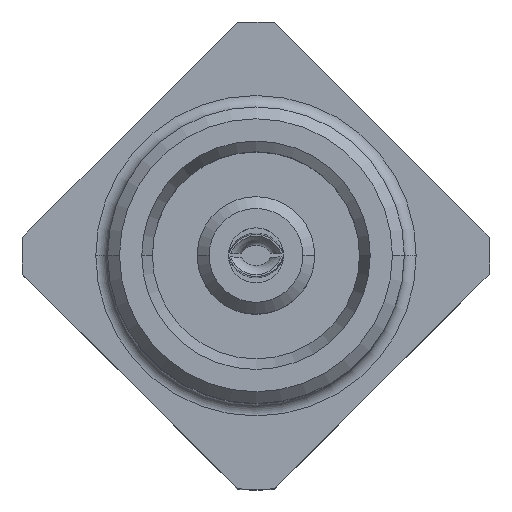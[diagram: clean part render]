
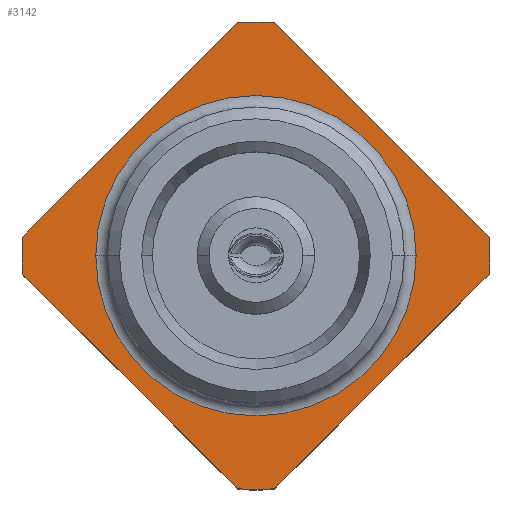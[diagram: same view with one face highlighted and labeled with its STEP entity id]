
A CAD part, top view. The second image highlights one B-rep face of the part: STEP entity #3142.
In plain terms, the highlighted planar face has unit normal (0, 0, 1).
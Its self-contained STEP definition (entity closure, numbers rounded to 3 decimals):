
#133 = DIRECTION ( 'NONE',  ( -1., 0., 0. ) ) ;
#134 = DIRECTION ( 'NONE',  ( 0., 0., -1. ) ) ;
#135 = CIRCLE ( 'NONE', #156, 2.7 ) ;
#145 = CARTESIAN_POINT ( 'NONE',  ( 0., 0., -4.5 ) ) ;
#156 = AXIS2_PLACEMENT_3D ( 'NONE', #145, #134, #133 ) ;
#163 = CARTESIAN_POINT ( 'NONE',  ( -2.7, 0., -4.5 ) ) ;
#197 = CARTESIAN_POINT ( 'NONE',  ( 2.7, 0., -4.5 ) ) ;
#616 = CARTESIAN_POINT ( 'NONE',  ( -3.927, -0.315, -4.5 ) ) ;
#936 = CARTESIAN_POINT ( 'NONE',  ( 3.927, 0.315, -4.5 ) ) ;
#980 = CARTESIAN_POINT ( 'NONE',  ( 0.315, 3.927, -4.5 ) ) ;
#1012 = CARTESIAN_POINT ( 'NONE',  ( -0.315, -3.927, -4.5 ) ) ;
#1036 = DIRECTION ( 'NONE',  ( -0.707, 0.707, 0. ) ) ;
#1037 = VECTOR ( 'NONE', #1036, 1000. ) ;
#1092 = CARTESIAN_POINT ( 'NONE',  ( -4.091, -0.151, -4.5 ) ) ;
#1093 = LINE ( 'NONE', #1092, #1037 ) ;
#1096 = CARTESIAN_POINT ( 'NONE',  ( -0.315, 3.927, -4.5 ) ) ;
#1372 = VECTOR ( 'NONE', #1379, 1000. ) ;
#1378 = CARTESIAN_POINT ( 'NONE',  ( -3.927, 0.315, -4.5 ) ) ;
#1379 = DIRECTION ( 'NONE',  ( 0.707, 0.707, 0. ) ) ;
#1386 = CARTESIAN_POINT ( 'NONE',  ( -0.151, 4.091, -4.5 ) ) ;
#1395 = LINE ( 'NONE', #1386, #1372 ) ;
#1930 = CIRCLE ( 'NONE', #1961, 3.94 ) ;
#1931 = CARTESIAN_POINT ( 'NONE',  ( 3.927, -0.315, -4.5 ) ) ;
#1934 = CARTESIAN_POINT ( 'NONE',  ( 3.94, 0., -4.5 ) ) ;
#1944 = DIRECTION ( 'NONE',  ( 0., 0., 1. ) ) ;
#1945 = CARTESIAN_POINT ( 'NONE',  ( 0., 0., -4.5 ) ) ;
#1949 = DIRECTION ( 'NONE',  ( 1., 0., 0. ) ) ;
#1961 = AXIS2_PLACEMENT_3D ( 'NONE', #1945, #1944, #1949 ) ;
#2135 = LINE ( 'NONE', #2139, #2138 ) ;
#2137 = DIRECTION ( 'NONE',  ( 0.707, -0.707, 0. ) ) ;
#2138 = VECTOR ( 'NONE', #2137, 1000. ) ;
#2139 = CARTESIAN_POINT ( 'NONE',  ( 0.151, 4.091, -4.5 ) ) ;
#2259 = CARTESIAN_POINT ( 'NONE',  ( 0.315, -3.927, -4.5 ) ) ;
#2261 = CARTESIAN_POINT ( 'NONE',  ( 4.091, -0.151, -4.5 ) ) ;
#2296 = VECTOR ( 'NONE', #2320, 1000. ) ;
#2320 = DIRECTION ( 'NONE',  ( -0.707, -0.707, 0. ) ) ;
#2322 = LINE ( 'NONE', #2261, #2296 ) ;
#2340 = AXIS2_PLACEMENT_3D ( 'NONE', #2354, #2355, #2341 ) ;
#2341 = DIRECTION ( 'NONE',  ( 1., 0., 0. ) ) ;
#2343 = DIRECTION ( 'NONE',  ( 0., 0., 1. ) ) ;
#2348 = AXIS2_PLACEMENT_3D ( 'NONE', #2363, #2343, #2352 ) ;
#2352 = DIRECTION ( 'NONE',  ( 1., 0., 0. ) ) ;
#2353 = CIRCLE ( 'NONE', #2340, 3.94 ) ;
#2354 = CARTESIAN_POINT ( 'NONE',  ( 0., 0., -4.5 ) ) ;
#2355 = DIRECTION ( 'NONE',  ( 0., 0., 1. ) ) ;
#2358 = CIRCLE ( 'NONE', #2348, 3.94 ) ;
#2363 = CARTESIAN_POINT ( 'NONE',  ( 0., 0., -4.5 ) ) ;
#2499 = FACE_OUTER_BOUND ( 'NONE', #3010, .T. ) ;
#2527 = FACE_BOUND ( 'NONE', #3107, .T. ) ;
#2563 = CIRCLE ( 'NONE', #2617, 3.94 ) ;
#2583 = DIRECTION ( 'NONE',  ( 0., 0., 1. ) ) ;
#2603 = CARTESIAN_POINT ( 'NONE',  ( 0., 0., -4.5 ) ) ;
#2616 = DIRECTION ( 'NONE',  ( 1., 0., 0. ) ) ;
#2617 = AXIS2_PLACEMENT_3D ( 'NONE', #2603, #2583, #2616 ) ;
#2643 = DIRECTION ( 'NONE',  ( -1., 0., 0. ) ) ;
#2644 = DIRECTION ( 'NONE',  ( 0., 0., -1. ) ) ;
#2645 = DIRECTION ( 'NONE',  ( 0., 0., -1. ) ) ;
#2652 = AXIS2_PLACEMENT_3D ( 'NONE', #2698, #2685, #2684 ) ;
#2664 = CARTESIAN_POINT ( 'NONE',  ( 0., 3.94, -4.5 ) ) ;
#2676 = AXIS2_PLACEMENT_3D ( 'NONE', #2664, #2645, #2702 ) ;
#2684 = DIRECTION ( 'NONE',  ( 1., 0., 0. ) ) ;
#2685 = DIRECTION ( 'NONE',  ( 0., 0., 1. ) ) ;
#2688 = CARTESIAN_POINT ( 'NONE',  ( 0., 0., -4.5 ) ) ;
#2689 = AXIS2_PLACEMENT_3D ( 'NONE', #2688, #2644, #2643 ) ;
#2690 = PLANE ( 'NONE',  #2676 ) ;
#2692 = CIRCLE ( 'NONE', #2689, 2.7 ) ;
#2698 = CARTESIAN_POINT ( 'NONE',  ( 0., 0., -4.5 ) ) ;
#2702 = DIRECTION ( 'NONE',  ( -1., 0., 0. ) ) ;
#2703 = CIRCLE ( 'NONE', #2652, 3.94 ) ;
#2840 = EDGE_CURVE ( 'NONE', #3911, #3913, #2135, .T. ) ;
#3010 = EDGE_LOOP ( 'NONE', ( #3143, #3013, #3149, #3017, #3139, #3113, #3140, #3141, #3138 ) ) ;
#3013 = ORIENTED_EDGE ( 'NONE', *, *, #3632, .T. ) ;
#3017 = ORIENTED_EDGE ( 'NONE', *, *, #2840, .F. ) ;
#3049 = VERTEX_POINT ( 'NONE', #2259 ) ;
#3052 = EDGE_CURVE ( 'NONE', #3638, #3049, #2322, .T. ) ;
#3068 = EDGE_CURVE ( 'NONE', #3636, #3913, #2358, .T. ) ;
#3070 = EDGE_CURVE ( 'NONE', #3911, #3379, #2353, .T. ) ;
#3107 = EDGE_LOOP ( 'NONE', ( #3151, #3162 ) ) ;
#3113 = ORIENTED_EDGE ( 'NONE', *, *, #3466, .F. ) ;
#3122 = EDGE_CURVE ( 'NONE', #3467, #3314, #2563, .T. ) ;
#3138 = ORIENTED_EDGE ( 'NONE', *, *, #3150, .T. ) ;
#3139 = ORIENTED_EDGE ( 'NONE', *, *, #3070, .T. ) ;
#3140 = ORIENTED_EDGE ( 'NONE', *, *, #3122, .T. ) ;
#3141 = ORIENTED_EDGE ( 'NONE', *, *, #3381, .F. ) ;
#3142 = ADVANCED_FACE ( 'NONE', ( #2527, #2499 ), #2690, .F. ) ;
#3143 = ORIENTED_EDGE ( 'NONE', *, *, #3052, .F. ) ;
#3149 = ORIENTED_EDGE ( 'NONE', *, *, #3068, .T. ) ;
#3150 = EDGE_CURVE ( 'NONE', #3367, #3049, #2703, .T. ) ;
#3151 = ORIENTED_EDGE ( 'NONE', *, *, #3160, .T. ) ;
#3160 = EDGE_CURVE ( 'NONE', #3785, #3790, #2692, .T. ) ;
#3162 = ORIENTED_EDGE ( 'NONE', *, *, #3760, .T. ) ;
#3314 = VERTEX_POINT ( 'NONE', #616 ) ;
#3367 = VERTEX_POINT ( 'NONE', #1012 ) ;
#3379 = VERTEX_POINT ( 'NONE', #1096 ) ;
#3381 = EDGE_CURVE ( 'NONE', #3367, #3314, #1093, .T. ) ;
#3466 = EDGE_CURVE ( 'NONE', #3467, #3379, #1395, .T. ) ;
#3467 = VERTEX_POINT ( 'NONE', #1378 ) ;
#3632 = EDGE_CURVE ( 'NONE', #3638, #3636, #1930, .T. ) ;
#3636 = VERTEX_POINT ( 'NONE', #1934 ) ;
#3638 = VERTEX_POINT ( 'NONE', #1931 ) ;
#3760 = EDGE_CURVE ( 'NONE', #3790, #3785, #135, .T. ) ;
#3785 = VERTEX_POINT ( 'NONE', #163 ) ;
#3790 = VERTEX_POINT ( 'NONE', #197 ) ;
#3911 = VERTEX_POINT ( 'NONE', #980 ) ;
#3913 = VERTEX_POINT ( 'NONE', #936 ) ;
